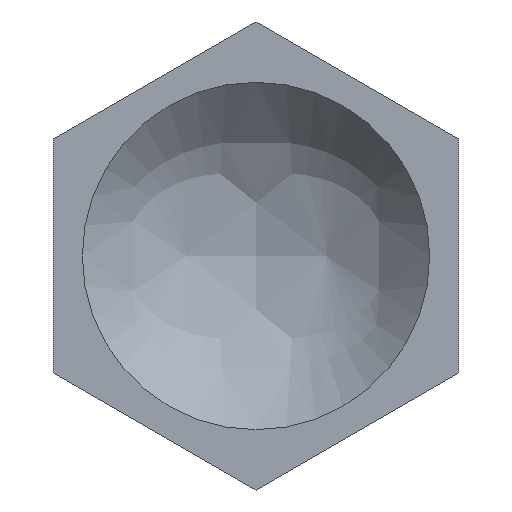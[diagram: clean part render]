
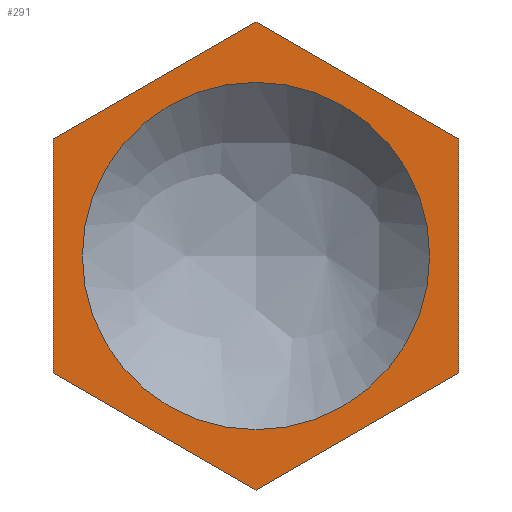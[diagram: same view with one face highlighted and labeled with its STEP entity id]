
A CAD part, front view. The second image highlights one B-rep face of the part: STEP entity #291.
In plain terms, the highlighted planar face has unit normal (0, -1, 0).
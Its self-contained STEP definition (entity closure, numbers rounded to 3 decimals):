
#2 = VECTOR ( 'NONE', #488, 1000. ) ;
#3 = CARTESIAN_POINT ( 'NONE',  ( 7., 14.5, -4.041 ) ) ;
#4 = DIRECTION ( 'NONE',  ( 0., 0., 1. ) ) ;
#7 = VERTEX_POINT ( 'NONE', #304 ) ;
#12 = CARTESIAN_POINT ( 'NONE',  ( 0., 14.5, -8.083 ) ) ;
#34 = CARTESIAN_POINT ( 'NONE',  ( 0., 14.5, 0. ) ) ;
#36 = DIRECTION ( 'NONE',  ( 0., 0., 1. ) ) ;
#38 = EDGE_LOOP ( 'NONE', ( #215, #656, #639, #315, #479, #634 ) ) ;
#56 = EDGE_CURVE ( 'NONE', #144, #466, #581, .T. ) ;
#59 = AXIS2_PLACEMENT_3D ( 'NONE', #34, #285, #36 ) ;
#60 = DIRECTION ( 'NONE',  ( 0., 0., 1. ) ) ;
#62 = CARTESIAN_POINT ( 'NONE',  ( 0., 14.5, 8.083 ) ) ;
#63 = FACE_OUTER_BOUND ( 'NONE', #38, .T. ) ;
#80 = EDGE_CURVE ( 'NONE', #466, #414, #246, .T. ) ;
#100 = CARTESIAN_POINT ( 'NONE',  ( -7., 14.5, -4.041 ) ) ;
#105 = CARTESIAN_POINT ( 'NONE',  ( -7., 14.5, 4.041 ) ) ;
#107 = VECTOR ( 'NONE', #416, 1000. ) ;
#110 = EDGE_CURVE ( 'NONE', #116, #233, #241, .T. ) ;
#116 = VERTEX_POINT ( 'NONE', #179 ) ;
#122 = CIRCLE ( 'NONE', #640, 6. ) ;
#131 = CARTESIAN_POINT ( 'NONE',  ( 0., 14.5, 6. ) ) ;
#136 = VECTOR ( 'NONE', #555, 1000. ) ;
#141 = VERTEX_POINT ( 'NONE', #131 ) ;
#144 = VERTEX_POINT ( 'NONE', #651 ) ;
#179 = CARTESIAN_POINT ( 'NONE',  ( 7., 14.5, 4.041 ) ) ;
#186 = LINE ( 'NONE', #12, #107 ) ;
#215 = ORIENTED_EDGE ( 'NONE', *, *, #80, .T. ) ;
#222 = CARTESIAN_POINT ( 'NONE',  ( 0., 14.5, 0. ) ) ;
#231 = AXIS2_PLACEMENT_3D ( 'NONE', #564, #306, #4 ) ;
#233 = VERTEX_POINT ( 'NONE', #62 ) ;
#241 = LINE ( 'NONE', #318, #2 ) ;
#245 = CARTESIAN_POINT ( 'NONE',  ( 0., 14.5, 8.083 ) ) ;
#246 = LINE ( 'NONE', #434, #270 ) ;
#263 = DIRECTION ( 'NONE',  ( 0., -1., 0. ) ) ;
#265 = LINE ( 'NONE', #245, #596 ) ;
#270 = VECTOR ( 'NONE', #572, 1000. ) ;
#284 = FACE_BOUND ( 'NONE', #457, .T. ) ;
#285 = DIRECTION ( 'NONE',  ( 0., 1., 0. ) ) ;
#291 = ADVANCED_FACE ( 'NONE', ( #284, #63 ), #643, .F. ) ;
#304 = CARTESIAN_POINT ( 'NONE',  ( 7., 14.5, -4.041 ) ) ;
#305 = VECTOR ( 'NONE', #60, 1000. ) ;
#306 = DIRECTION ( 'NONE',  ( 0., -1., 0. ) ) ;
#308 = EDGE_CURVE ( 'NONE', #312, #141, #122, .T. ) ;
#311 = DIRECTION ( 'NONE',  ( 0., 0., 1. ) ) ;
#312 = VERTEX_POINT ( 'NONE', #324 ) ;
#315 = ORIENTED_EDGE ( 'NONE', *, *, #110, .T. ) ;
#318 = CARTESIAN_POINT ( 'NONE',  ( 7., 14.5, 4.041 ) ) ;
#324 = CARTESIAN_POINT ( 'NONE',  ( 0., 14.5, -6. ) ) ;
#325 = LINE ( 'NONE', #3, #305 ) ;
#393 = CARTESIAN_POINT ( 'NONE',  ( 0., 14.5, -8.083 ) ) ;
#405 = ORIENTED_EDGE ( 'NONE', *, *, #308, .F. ) ;
#414 = VERTEX_POINT ( 'NONE', #393 ) ;
#416 = DIRECTION ( 'NONE',  ( 0.866, 0., 0.5 ) ) ;
#434 = CARTESIAN_POINT ( 'NONE',  ( -7., 14.5, -4.041 ) ) ;
#436 = EDGE_CURVE ( 'NONE', #141, #312, #541, .T. ) ;
#457 = EDGE_LOOP ( 'NONE', ( #626, #405 ) ) ;
#466 = VERTEX_POINT ( 'NONE', #100 ) ;
#479 = ORIENTED_EDGE ( 'NONE', *, *, #652, .T. ) ;
#488 = DIRECTION ( 'NONE',  ( -0.866, 0., 0.5 ) ) ;
#501 = DIRECTION ( 'NONE',  ( -0.866, 0., -0.5 ) ) ;
#515 = EDGE_CURVE ( 'NONE', #414, #7, #186, .T. ) ;
#536 = EDGE_CURVE ( 'NONE', #7, #116, #325, .T. ) ;
#541 = CIRCLE ( 'NONE', #231, 6. ) ;
#555 = DIRECTION ( 'NONE',  ( 0., 0., -1. ) ) ;
#564 = CARTESIAN_POINT ( 'NONE',  ( 0., 14.5, 0. ) ) ;
#572 = DIRECTION ( 'NONE',  ( 0.866, 0., -0.5 ) ) ;
#581 = LINE ( 'NONE', #105, #136 ) ;
#596 = VECTOR ( 'NONE', #501, 1000. ) ;
#626 = ORIENTED_EDGE ( 'NONE', *, *, #436, .F. ) ;
#634 = ORIENTED_EDGE ( 'NONE', *, *, #56, .T. ) ;
#639 = ORIENTED_EDGE ( 'NONE', *, *, #536, .T. ) ;
#640 = AXIS2_PLACEMENT_3D ( 'NONE', #222, #263, #311 ) ;
#643 = PLANE ( 'NONE',  #59 ) ;
#651 = CARTESIAN_POINT ( 'NONE',  ( -7., 14.5, 4.041 ) ) ;
#652 = EDGE_CURVE ( 'NONE', #233, #144, #265, .T. ) ;
#656 = ORIENTED_EDGE ( 'NONE', *, *, #515, .T. ) ;
